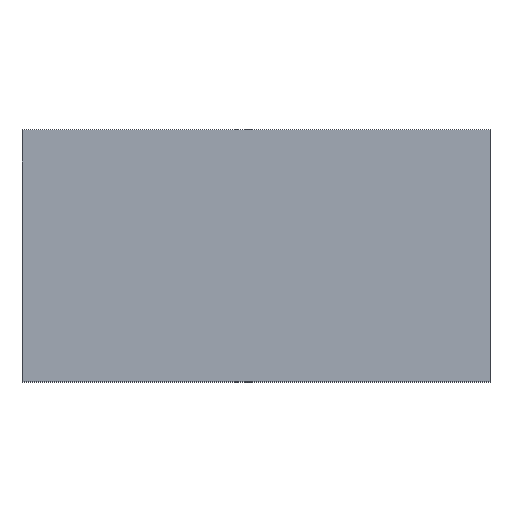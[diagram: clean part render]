
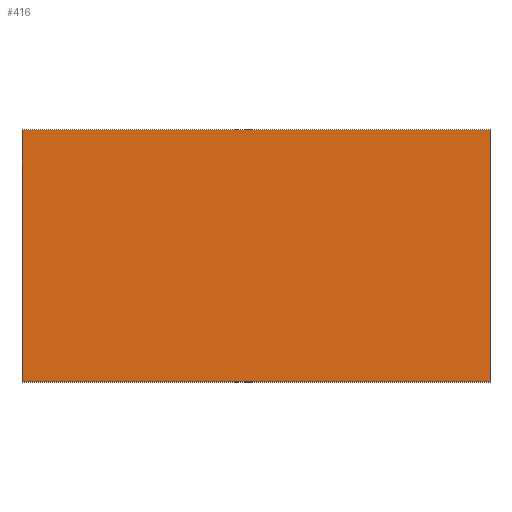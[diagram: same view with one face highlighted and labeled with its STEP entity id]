
A CAD part, top view. The second image highlights one B-rep face of the part: STEP entity #416.
In plain terms, the highlighted planar face has unit normal (0, 0, 1).
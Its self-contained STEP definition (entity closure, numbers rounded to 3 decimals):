
#103 = PLANE ( 'NONE',  #563 ) ;
#119 = CARTESIAN_POINT ( 'NONE',  ( 264.306, 96.331, 0.2 ) ) ;
#128 = DIRECTION ( 'NONE',  ( 1., 0., 0. ) ) ;
#129 = DIRECTION ( 'NONE',  ( 0., 0., 1. ) ) ;
#204 = CARTESIAN_POINT ( 'NONE',  ( 264.956, 96.331, 0.2 ) ) ;
#206 = CARTESIAN_POINT ( 'NONE',  ( 264.306, 96.331, 0.2 ) ) ;
#208 = CARTESIAN_POINT ( 'NONE',  ( 264.306, 96.681, 0.2 ) ) ;
#215 = CARTESIAN_POINT ( 'NONE',  ( 264.956, 96.681, 0.2 ) ) ;
#335 = EDGE_CURVE ( 'NONE', #638, #629, #868, .T. ) ;
#353 = EDGE_CURVE ( 'NONE', #653, #638, #927, .T. ) ;
#361 = EDGE_CURVE ( 'NONE', #629, #649, #970, .T. ) ;
#363 = EDGE_CURVE ( 'NONE', #649, #653, #961, .T. ) ;
#416 = ADVANCED_FACE ( 'NONE', ( #559 ), #103, .T. ) ;
#455 = VECTOR ( 'NONE', #896, 1000. ) ;
#483 = VECTOR ( 'NONE', #923, 1000. ) ;
#499 = VECTOR ( 'NONE', #948, 1000. ) ;
#505 = VECTOR ( 'NONE', #941, 1000. ) ;
#559 = FACE_OUTER_BOUND ( 'NONE', #735, .T. ) ;
#563 = AXIS2_PLACEMENT_3D ( 'NONE', #119, #129, #128 ) ;
#629 = VERTEX_POINT ( 'NONE', #215 ) ;
#638 = VERTEX_POINT ( 'NONE', #208 ) ;
#649 = VERTEX_POINT ( 'NONE', #204 ) ;
#650 = ORIENTED_EDGE ( 'NONE', *, *, #361, .F. ) ;
#653 = VERTEX_POINT ( 'NONE', #206 ) ;
#660 = ORIENTED_EDGE ( 'NONE', *, *, #353, .F. ) ;
#681 = ORIENTED_EDGE ( 'NONE', *, *, #363, .F. ) ;
#735 = EDGE_LOOP ( 'NONE', ( #681, #650, #745, #660 ) ) ;
#745 = ORIENTED_EDGE ( 'NONE', *, *, #335, .F. ) ;
#868 = LINE ( 'NONE', #899, #455 ) ;
#896 = DIRECTION ( 'NONE',  ( 1., 0., 0. ) ) ;
#899 = CARTESIAN_POINT ( 'NONE',  ( 264.631, 96.681, 0.2 ) ) ;
#923 = DIRECTION ( 'NONE',  ( 0., 1., 0. ) ) ;
#927 = LINE ( 'NONE', #928, #483 ) ;
#928 = CARTESIAN_POINT ( 'NONE',  ( 264.306, 96.506, 0.2 ) ) ;
#941 = DIRECTION ( 'NONE',  ( -1., 0., 0. ) ) ;
#946 = CARTESIAN_POINT ( 'NONE',  ( 264.631, 96.331, 0.2 ) ) ;
#948 = DIRECTION ( 'NONE',  ( 0., -1., 0. ) ) ;
#959 = CARTESIAN_POINT ( 'NONE',  ( 264.956, 96.506, 0.2 ) ) ;
#961 = LINE ( 'NONE', #946, #505 ) ;
#970 = LINE ( 'NONE', #959, #499 ) ;
